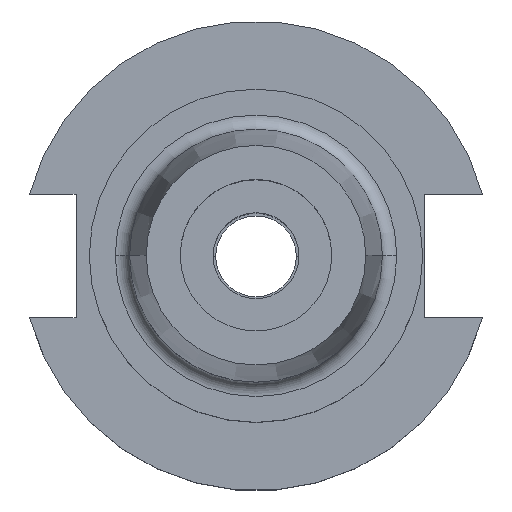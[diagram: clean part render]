
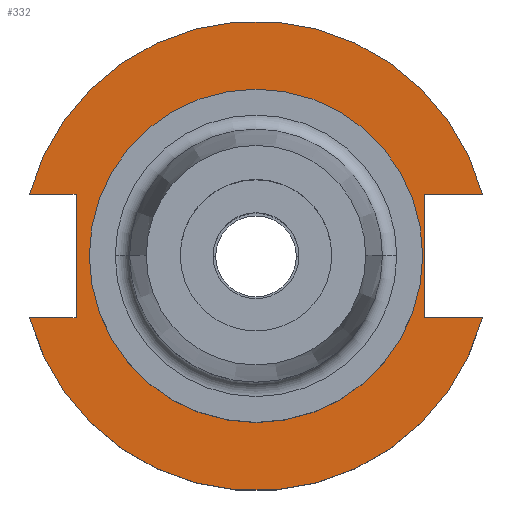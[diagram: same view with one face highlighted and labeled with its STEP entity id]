
A CAD part, top view. The second image highlights one B-rep face of the part: STEP entity #332.
In plain terms, the highlighted planar face has unit normal (0, 0, 1).
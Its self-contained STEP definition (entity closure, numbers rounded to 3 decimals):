
#27 = DIRECTION ( 'NONE',  ( 1., 0., 0. ) ) ;
#85 = ORIENTED_EDGE ( 'NONE', *, *, #267, .F. ) ;
#122 = DIRECTION ( 'NONE',  ( 1., 0., 0. ) ) ;
#134 = ORIENTED_EDGE ( 'NONE', *, *, #954, .F. ) ;
#141 = EDGE_CURVE ( 'NONE', #1109, #1621, #1499, .T. ) ;
#143 = VERTEX_POINT ( 'NONE', #1663 ) ;
#164 = VERTEX_POINT ( 'NONE', #1368 ) ;
#191 = LINE ( 'NONE', #926, #1360 ) ;
#231 = CARTESIAN_POINT ( 'NONE',  ( 47.477, 12.954, 19.05 ) ) ;
#267 = EDGE_CURVE ( 'NONE', #1775, #698, #979, .T. ) ;
#282 = EDGE_CURVE ( 'NONE', #1633, #1775, #931, .T. ) ;
#290 = LINE ( 'NONE', #622, #331 ) ;
#322 = ORIENTED_EDGE ( 'NONE', *, *, #1111, .F. ) ;
#326 = VECTOR ( 'NONE', #1030, 1000. ) ;
#331 = VECTOR ( 'NONE', #339, 1000. ) ;
#332 = ADVANCED_FACE ( 'NONE', ( #606, #748 ), #1831, .T. ) ;
#339 = DIRECTION ( 'NONE',  ( 0., 1., 0. ) ) ;
#366 = AXIS2_PLACEMENT_3D ( 'NONE', #429, #1033, #1593 ) ;
#403 = VERTEX_POINT ( 'NONE', #1153 ) ;
#411 = CARTESIAN_POINT ( 'NONE',  ( 0., 49.212, 19.05 ) ) ;
#426 = CARTESIAN_POINT ( 'NONE',  ( 35.306, -12.954, 19.05 ) ) ;
#429 = CARTESIAN_POINT ( 'NONE',  ( 0., 0., 19.05 ) ) ;
#449 = ORIENTED_EDGE ( 'NONE', *, *, #282, .F. ) ;
#498 = CIRCLE ( 'NONE', #1797, 34.925 ) ;
#509 = DIRECTION ( 'NONE',  ( 1., 0., 0. ) ) ;
#529 = DIRECTION ( 'NONE',  ( 1., 0., 0. ) ) ;
#552 = VECTOR ( 'NONE', #1113, 1000. ) ;
#582 = EDGE_CURVE ( 'NONE', #164, #143, #498, .T. ) ;
#603 = CIRCLE ( 'NONE', #1369, 34.925 ) ;
#606 = FACE_BOUND ( 'NONE', #1632, .T. ) ;
#622 = CARTESIAN_POINT ( 'NONE',  ( -37.719, 12.954, 19.05 ) ) ;
#641 = LINE ( 'NONE', #1854, #326 ) ;
#646 = VERTEX_POINT ( 'NONE', #1167 ) ;
#664 = EDGE_CURVE ( 'NONE', #705, #403, #906, .T. ) ;
#698 = VERTEX_POINT ( 'NONE', #1077 ) ;
#705 = VERTEX_POINT ( 'NONE', #231 ) ;
#721 = EDGE_LOOP ( 'NONE', ( #896, #85, #449, #322, #1570, #1583, #965, #1506 ) ) ;
#741 = VECTOR ( 'NONE', #1520, 1000. ) ;
#748 = FACE_OUTER_BOUND ( 'NONE', #721, .T. ) ;
#821 = DIRECTION ( 'NONE',  ( 1., 0., 0. ) ) ;
#831 = CARTESIAN_POINT ( 'NONE',  ( 35.306, 12.954, 19.05 ) ) ;
#881 = CARTESIAN_POINT ( 'NONE',  ( 0., 0., 19.05 ) ) ;
#886 = DIRECTION ( 'NONE',  ( 0., 0., 1. ) ) ;
#896 = ORIENTED_EDGE ( 'NONE', *, *, #1313, .T. ) ;
#906 = CIRCLE ( 'NONE', #980, 49.212 ) ;
#926 = CARTESIAN_POINT ( 'NONE',  ( 35.306, 12.954, 19.05 ) ) ;
#931 = LINE ( 'NONE', #831, #552 ) ;
#937 = CARTESIAN_POINT ( 'NONE',  ( -37.719, -12.954, 19.05 ) ) ;
#954 = EDGE_CURVE ( 'NONE', #143, #164, #603, .T. ) ;
#965 = ORIENTED_EDGE ( 'NONE', *, *, #1568, .F. ) ;
#979 = LINE ( 'NONE', #1537, #1689 ) ;
#980 = AXIS2_PLACEMENT_3D ( 'NONE', #1221, #1637, #509 ) ;
#1030 = DIRECTION ( 'NONE',  ( -1., 0., 0. ) ) ;
#1033 = DIRECTION ( 'NONE',  ( 0., 0., 1. ) ) ;
#1077 = CARTESIAN_POINT ( 'NONE',  ( 47.477, -12.954, 19.05 ) ) ;
#1093 = CARTESIAN_POINT ( 'NONE',  ( -63.719, -12.954, 19.05 ) ) ;
#1109 = VERTEX_POINT ( 'NONE', #1812 ) ;
#1111 = EDGE_CURVE ( 'NONE', #705, #1633, #191, .T. ) ;
#1113 = DIRECTION ( 'NONE',  ( 0., -1., 0. ) ) ;
#1135 = DIRECTION ( 'NONE',  ( 0., 0., 1. ) ) ;
#1139 = CIRCLE ( 'NONE', #366, 49.212 ) ;
#1153 = CARTESIAN_POINT ( 'NONE',  ( -47.477, 12.954, 19.05 ) ) ;
#1167 = CARTESIAN_POINT ( 'NONE',  ( -37.719, 12.954, 19.05 ) ) ;
#1221 = CARTESIAN_POINT ( 'NONE',  ( 0., 0., 19.05 ) ) ;
#1241 = ORIENTED_EDGE ( 'NONE', *, *, #582, .F. ) ;
#1246 = CARTESIAN_POINT ( 'NONE',  ( 0., 0., 19.05 ) ) ;
#1313 = EDGE_CURVE ( 'NONE', #1109, #698, #1139, .T. ) ;
#1360 = VECTOR ( 'NONE', #1479, 1000. ) ;
#1363 = EDGE_CURVE ( 'NONE', #646, #403, #641, .T. ) ;
#1366 = CARTESIAN_POINT ( 'NONE',  ( 35.306, 12.954, 19.05 ) ) ;
#1368 = CARTESIAN_POINT ( 'NONE',  ( -34.925, 0., 19.05 ) ) ;
#1369 = AXIS2_PLACEMENT_3D ( 'NONE', #1246, #1388, #529 ) ;
#1388 = DIRECTION ( 'NONE',  ( 0., 0., 1. ) ) ;
#1479 = DIRECTION ( 'NONE',  ( -1., 0., 0. ) ) ;
#1499 = LINE ( 'NONE', #1093, #741 ) ;
#1506 = ORIENTED_EDGE ( 'NONE', *, *, #141, .F. ) ;
#1520 = DIRECTION ( 'NONE',  ( 1., 0., 0. ) ) ;
#1537 = CARTESIAN_POINT ( 'NONE',  ( 35.306, -12.954, 19.05 ) ) ;
#1568 = EDGE_CURVE ( 'NONE', #1621, #646, #290, .T. ) ;
#1570 = ORIENTED_EDGE ( 'NONE', *, *, #664, .T. ) ;
#1583 = ORIENTED_EDGE ( 'NONE', *, *, #1363, .F. ) ;
#1593 = DIRECTION ( 'NONE',  ( 1., 0., 0. ) ) ;
#1621 = VERTEX_POINT ( 'NONE', #937 ) ;
#1632 = EDGE_LOOP ( 'NONE', ( #134, #1241 ) ) ;
#1633 = VERTEX_POINT ( 'NONE', #1366 ) ;
#1637 = DIRECTION ( 'NONE',  ( 0., 0., 1. ) ) ;
#1663 = CARTESIAN_POINT ( 'NONE',  ( 34.925, 0., 19.05 ) ) ;
#1689 = VECTOR ( 'NONE', #821, 1000. ) ;
#1755 = AXIS2_PLACEMENT_3D ( 'NONE', #411, #1135, #122 ) ;
#1775 = VERTEX_POINT ( 'NONE', #426 ) ;
#1797 = AXIS2_PLACEMENT_3D ( 'NONE', #881, #886, #27 ) ;
#1812 = CARTESIAN_POINT ( 'NONE',  ( -47.477, -12.954, 19.05 ) ) ;
#1831 = PLANE ( 'NONE',  #1755 ) ;
#1854 = CARTESIAN_POINT ( 'NONE',  ( -63.719, 12.954, 19.05 ) ) ;
